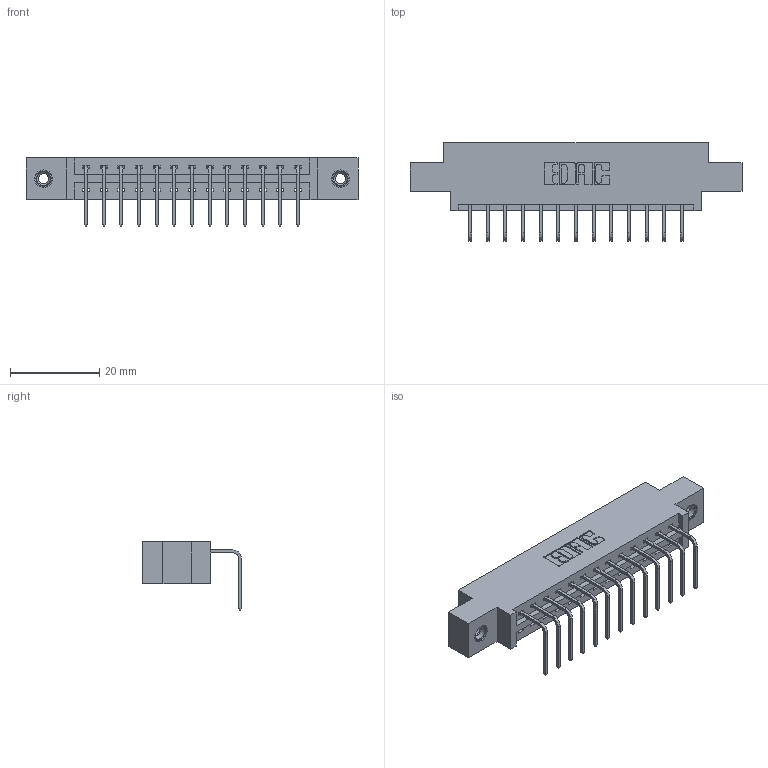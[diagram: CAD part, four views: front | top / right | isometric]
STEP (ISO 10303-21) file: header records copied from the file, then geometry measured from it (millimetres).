
FILE_DESCRIPTION (( 'STEP AP203' ), '1' );
FILE_NAME ('337-013-558-608.STEP', '2018-08-04T13:29:39', ( '' ), ( '' ), 'SwSTEP 2.0', 'SolidWorks 2016', '' );
FILE_SCHEMA (( 'CONFIG_CONTROL_DESIGN' ));
Length unit declared in the file: inch
Products named in the file (4): 345-250-001_345-250-003-102; 337-013-558-608; 337 Part_0.170 Offset - 0.156 Dia-TI; 345-292-001_558 Tail - 2
Assembly tree (16 placements, depth 2):
  337-013-558-608
    337 Part_0.170 Offset - 0.156 Dia-TI
    345-292-001_558 Tail - 2  x13
    345-250-001_345-250-003-102  x2
Bounding box: 74.52 x 22.17 x 15.37 mm (x, y, z)
Volume: 7301.9 mm3; surface area: 7776.7 mm2
Topology: 16 solids, 16 shells, 1010 faces, 2981 edges, 1962 vertices
Faces by surface type: plane 730, cylinder 264, cone 12, torus 4
Entity records: 14816 total; most frequent: CARTESIAN_POINT 2560, ORIENTED_EDGE 2502, DIRECTION 2247, EDGE_CURVE 1251, VECTOR 1103, LINE 1103, VERTEX_POINT 828, AXIS2_PLACEMENT_3D 572
